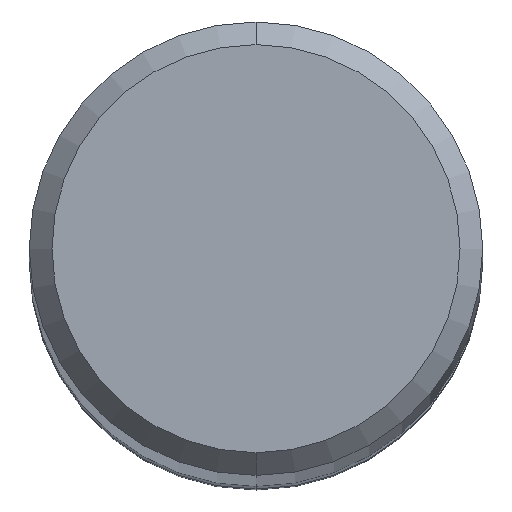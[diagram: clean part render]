
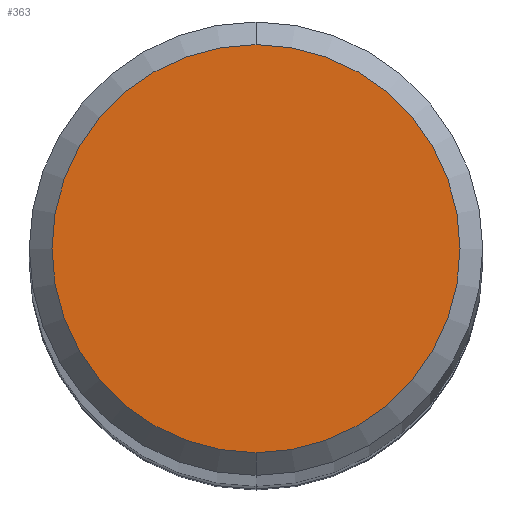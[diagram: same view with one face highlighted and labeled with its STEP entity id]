
A CAD part, top view. The second image highlights one B-rep face of the part: STEP entity #363.
In plain terms, the highlighted planar face has unit normal (0, 0, 1).
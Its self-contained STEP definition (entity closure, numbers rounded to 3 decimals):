
#243=VERTEX_POINT('',#632);
#257=VERTEX_POINT('',#647);
#331=EDGE_CURVE('',#257,#243,#730,.T.);
#363=ADVANCED_FACE('',(#763),#764,.T.);
#427=EDGE_CURVE('',#243,#257,#835,.T.);
#632=CARTESIAN_POINT('',(0.,-3.6,0.0));
#647=CARTESIAN_POINT('',(0.0,3.6,0.0));
#730=CIRCLE('',#1276,3.6);
#763=FACE_OUTER_BOUND('',#1322,.T.);
#764=PLANE('',#1323);
#835=CIRCLE('',#1439,3.6);
#1276=AXIS2_PLACEMENT_3D('',#1911,#1912,#1913);
#1322=EDGE_LOOP('',(#1937,#1938));
#1323=AXIS2_PLACEMENT_3D('',#1939,#1940,#1941);
#1439=AXIS2_PLACEMENT_3D('',#2031,#2032,#2033);
#1911=CARTESIAN_POINT('',(0.0,0.0,0.0));
#1912=DIRECTION('',(0.0,0.0,-1.0));
#1913=DIRECTION('',(0.0,1.0,0.0));
#1937=ORIENTED_EDGE('',*,*,#331,.F.);
#1938=ORIENTED_EDGE('',*,*,#427,.F.);
#1939=CARTESIAN_POINT('',(0.0,1.8,0.0));
#1940=DIRECTION('',(-0.0,0.0,1.0));
#1941=DIRECTION('',(0.0,-1.0,0.0));
#2031=CARTESIAN_POINT('',(0.0,0.0,0.0));
#2032=DIRECTION('',(0.0,0.0,-1.0));
#2033=DIRECTION('',(0.0,1.0,0.0));
